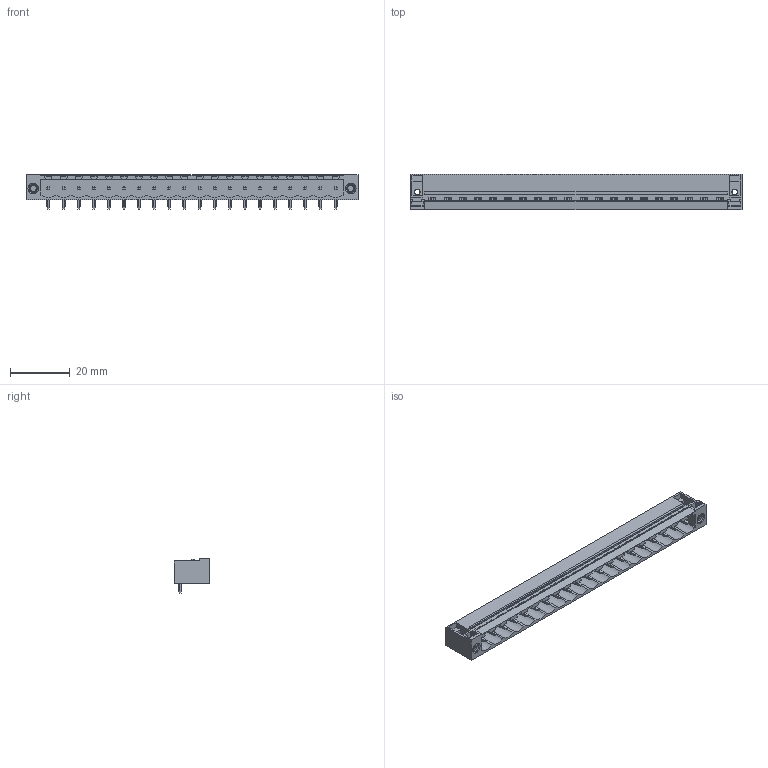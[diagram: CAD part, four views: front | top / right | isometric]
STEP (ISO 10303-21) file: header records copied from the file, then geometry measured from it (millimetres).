
FILE_DESCRIPTION(('CATIA V5 STEP Exchange','CAx-IF Rec.Pracs.--- Model Styling and Organization---1.2---2011-12-15'),'2;1');
FILE_NAME ('D1449310_0', '2018-10-27T04:20:10+00:00', ('none'), ('Weidmueller'), 'CATIA Version 5-6 Release 2014', 'CATIA V5 STEP AP214', 'none');
FILE_SCHEMA(('AUTOMOTIVE_DESIGN { 1 0 10303 214 1 1 1 1 }'));
Length unit declared in the file: millimetre
Products named in the file (1): 1150290000
Bounding box: 111.6 x 12 x 11.63 mm (x, y, z)
Volume: 5220.6 mm3; surface area: 8836.5 mm2
Topology: 23 solids, 23 shells, 1073 faces, 2977 edges, 1914 vertices
Faces by surface type: plane 695, cylinder 362, cone 16
Entity records: 31214 total; most frequent: CARTESIAN_POINT 6977, ORIENTED_EDGE 5954, DIRECTION 3357, EDGE_CURVE 2971, VECTOR 2075, LINE 2075, VERTEX_POINT 1906, EDGE_LOOP 1133
